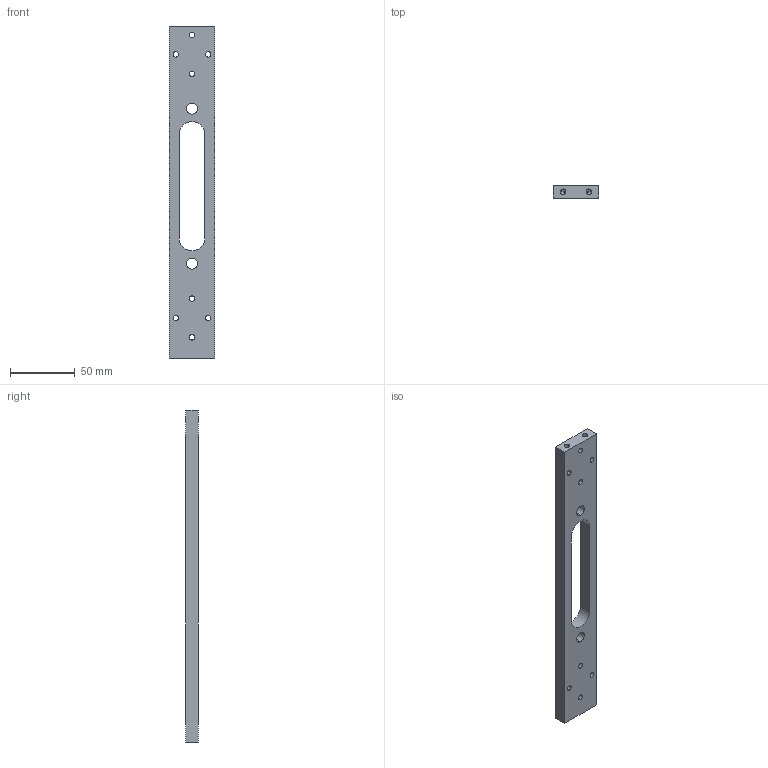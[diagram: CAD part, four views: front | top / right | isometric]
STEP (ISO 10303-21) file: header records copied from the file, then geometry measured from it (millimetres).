
FILE_DESCRIPTION (( 'STEP AP214' ), '1' );
FILE_NAME ('5-PlaqueBase-05.STEP', '2022-08-15T18:23:36', ( '' ), ( '' ), 'SwSTEP 2.0', 'SolidWorks 2019', '' );
FILE_SCHEMA (( 'AUTOMOTIVE_DESIGN' ));
Length unit declared in the file: millimetre
Products named in the file (1): 5-PlaqueBase-05
Bounding box: 35 x 10 x 257 mm (x, y, z)
Volume: 67570.9 mm3; surface area: 24329.3 mm2
Topology: 1 solids, 1 shells, 47 faces, 127 edges, 78 vertices
Faces by surface type: cylinder 31, cone 8, plane 8
Entity records: 1785 total; most frequent: DIRECTION 277, CARTESIAN_POINT 245, ORIENTED_EDGE 238, EDGE_CURVE 119, AXIS2_PLACEMENT_3D 110, VERTEX_POINT 78, EDGE_LOOP 73, CIRCLE 62
